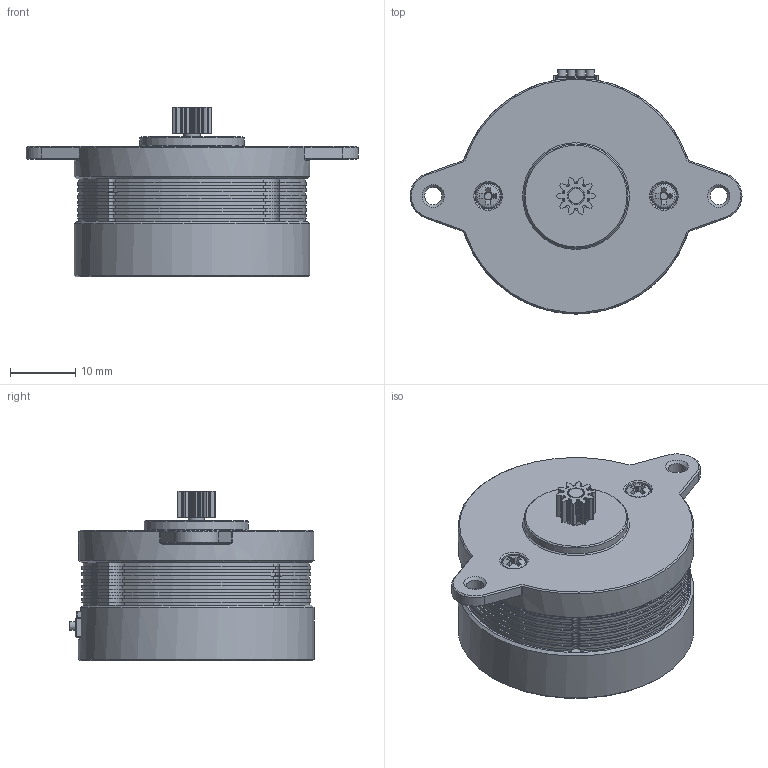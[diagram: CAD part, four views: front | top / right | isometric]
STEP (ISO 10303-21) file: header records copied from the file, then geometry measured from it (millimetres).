
FILE_DESCRIPTION(/* description */ (''),/* implementation_level */ '2;1');
FILE_NAME(/* name */ 'model.step',/* time_stamp */ '2023-08-31T07:57:37-07:00',/* author */ (''),/* organization */ (''),/* preprocessor_version */ 'ST-DEVELOPER v20',/* originating_system */ 'Autodesk Translation Framework v12.9.0.99',/* authorisation */ '');
FILE_SCHEMA (('AUTOMOTIVE_DESIGN { 1 0 10303 214 3 1 1 }'));
Length unit declared in the file: millimetre
Products named in the file (2): LDO-36STH20-1004AHG (v1~recovered); 36STH20
Assembly tree (1 placements, depth 2):
  LDO-36STH20-1004AHG (v1~recovered)
    36STH20
Bounding box: 51 x 37.5 x 26 mm (x, y, z)
Volume: 20576.6 mm3; surface area: 6294.8 mm2
Topology: 10 solids, 10 shells, 499 faces, 1264 edges, 801 vertices
Faces by surface type: plane 226, cylinder 172, cone 51, bspline 44, torus 4, sphere 2
Full cylindrical faces by diameter (mm): 1.3 x4, 2.5 x2, 2.6 x2, 2.65 x4, 3.76 x1, 3.8 x3, 4 x3, 4.36 x1, 4.44 x1, 4.9 x1, 5 x1, 16 x1, 36.2 x2
Entity records: 15519 total; most frequent: CARTESIAN_POINT 3168, DIRECTION 2621, ORIENTED_EDGE 2524, EDGE_CURVE 1262, AXIS2_PLACEMENT_3D 1007, VERTEX_POINT 801, LINE 607, VECTOR 607
